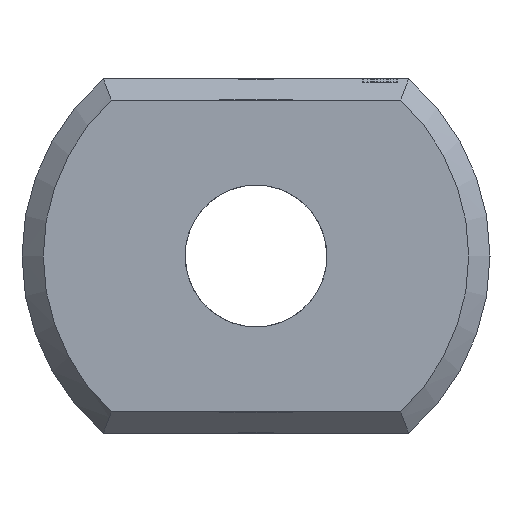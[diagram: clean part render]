
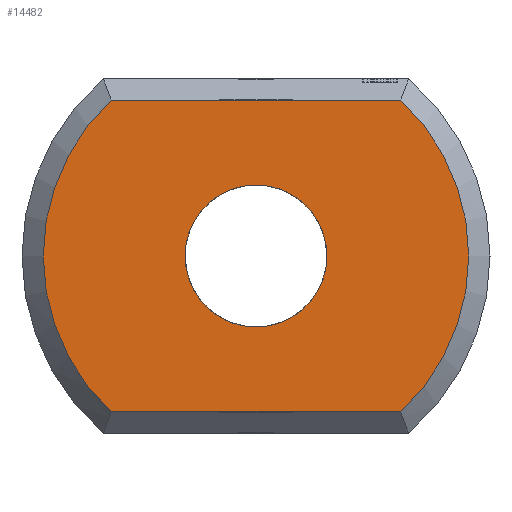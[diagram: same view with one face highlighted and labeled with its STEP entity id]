
A CAD part, left-side view. The second image highlights one B-rep face of the part: STEP entity #14482.
In plain terms, the highlighted planar face has unit normal (-1, 0, 0).
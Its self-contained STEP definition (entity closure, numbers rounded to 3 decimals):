
#3596 = VERTEX_POINT('',#3597);
#3597 = CARTESIAN_POINT('',(0.,-2.04,2.2));
#3606 = VERTEX_POINT('',#3607);
#3607 = CARTESIAN_POINT('',(0.,-2.04,-2.2));
#3614 = EDGE_CURVE('',#3596,#3606,#3615,.T.);
#3615 = CIRCLE('',#3616,3.);
#3616 = AXIS2_PLACEMENT_3D('',#3617,#3618,#3619);
#3617 = CARTESIAN_POINT('',(0.,0.,0.));
#3618 = DIRECTION('',(1.,0.,0.));
#3619 = DIRECTION('',(0.,-0.653,0.758)
  );
#4342 = VERTEX_POINT('',#4343);
#4343 = CARTESIAN_POINT('',(0.,2.04,2.2));
#4350 = EDGE_CURVE('',#3596,#4342,#4351,.T.);
#4351 = LINE('',#4352,#4353);
#4352 = CARTESIAN_POINT('',(0.,-2.154,2.2));
#4353 = VECTOR('',#4354,1.);
#4354 = DIRECTION('',(0.,1.,0.));
#14482 = ADVANCED_FACE('',(#14483,#14502),#14513,.F.);
#14483 = FACE_BOUND('',#14484,.F.);
#14484 = EDGE_LOOP('',(#14485,#14494,#14495,#14496));
#14485 = ORIENTED_EDGE('',*,*,#14486,.T.);
#14486 = EDGE_CURVE('',#14487,#4342,#14489,.T.);
#14487 = VERTEX_POINT('',#14488);
#14488 = CARTESIAN_POINT('',(0.,2.04,-2.2));
#14489 = CIRCLE('',#14490,3.);
#14490 = AXIS2_PLACEMENT_3D('',#14491,#14492,#14493);
#14491 = CARTESIAN_POINT('',(0.,0.,0.));
#14492 = DIRECTION('',(1.,0.,0.));
#14493 = DIRECTION('',(0.,0.653,-0.758)
  );
#14494 = ORIENTED_EDGE('',*,*,#4350,.F.);
#14495 = ORIENTED_EDGE('',*,*,#3614,.T.);
#14496 = ORIENTED_EDGE('',*,*,#14497,.T.);
#14497 = EDGE_CURVE('',#3606,#14487,#14498,.T.);
#14498 = LINE('',#14499,#14500);
#14499 = CARTESIAN_POINT('',(0.,-2.154,-2.2));
#14500 = VECTOR('',#14501,1.);
#14501 = DIRECTION('',(0.,1.,0.));
#14502 = FACE_BOUND('',#14503,.T.);
#14503 = EDGE_LOOP('',(#14504));
#14504 = ORIENTED_EDGE('',*,*,#14505,.T.);
#14505 = EDGE_CURVE('',#14506,#14506,#14508,.T.);
#14506 = VERTEX_POINT('',#14507);
#14507 = CARTESIAN_POINT('',(0.,1.,0.)
  );
#14508 = CIRCLE('',#14509,1.);
#14509 = AXIS2_PLACEMENT_3D('',#14510,#14511,#14512);
#14510 = CARTESIAN_POINT('',(0.,0.,0.));
#14511 = DIRECTION('',(1.,0.,0.));
#14512 = DIRECTION('',(0.,1.,0.));
#14513 = PLANE('',#14514);
#14514 = AXIS2_PLACEMENT_3D('',#14515,#14516,#14517);
#14515 = CARTESIAN_POINT('',(0.,0.,0.));
#14516 = DIRECTION('',(1.,0.,0.));
#14517 = DIRECTION('',(0.,0.,1.));
